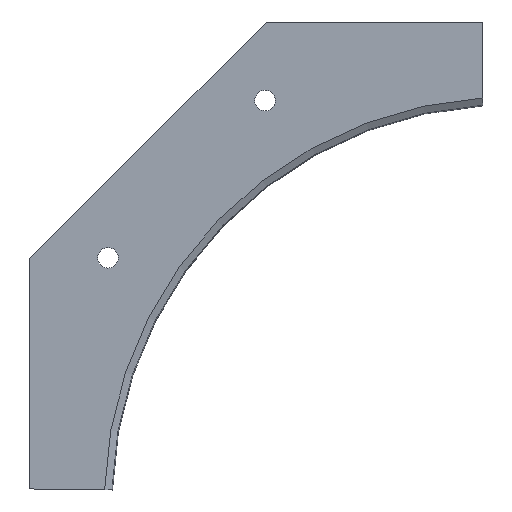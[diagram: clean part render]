
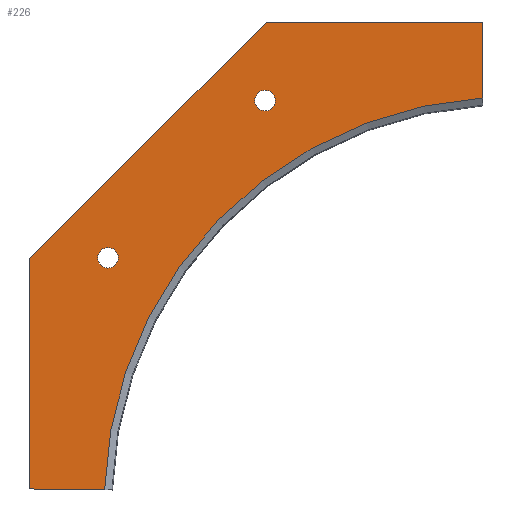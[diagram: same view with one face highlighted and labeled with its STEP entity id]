
A CAD part, front view. The second image highlights one B-rep face of the part: STEP entity #226.
In plain terms, the highlighted planar face has unit normal (0, -1, 0).
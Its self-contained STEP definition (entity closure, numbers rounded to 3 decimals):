
#15=FACE_BOUND('',#56,.T.);
#16=FACE_BOUND('',#57,.T.);
#26=CIRCLE('',#260,88.529);
#28=CIRCLE('',#263,2.25);
#30=CIRCLE('',#267,2.25);
#43=FACE_OUTER_BOUND('',#55,.T.);
#55=EDGE_LOOP('',(#190,#191,#192,#193,#194,#195));
#56=EDGE_LOOP('',(#196));
#57=EDGE_LOOP('',(#197));
#64=LINE('',#336,#82);
#71=LINE('',#366,#89);
#73=LINE('',#397,#91);
#79=LINE('',#411,#97);
#80=LINE('',#413,#98);
#82=VECTOR('',#276,10.);
#89=VECTOR('',#285,10.);
#91=VECTOR('',#309,10.);
#97=VECTOR('',#323,10.);
#98=VECTOR('',#326,10.);
#100=VERTEX_POINT('',#334);
#101=VERTEX_POINT('',#335);
#109=VERTEX_POINT('',#363);
#110=VERTEX_POINT('',#365);
#113=VERTEX_POINT('',#391);
#114=VERTEX_POINT('',#395);
#115=VERTEX_POINT('',#396);
#119=VERTEX_POINT('',#406);
#120=EDGE_CURVE('',#100,#101,#64,.T.);
#129=EDGE_CURVE('',#110,#109,#71,.T.);
#135=EDGE_CURVE('',#101,#110,#26,.T.);
#138=EDGE_CURVE('',#113,#113,#28,.T.);
#139=EDGE_CURVE('',#114,#115,#73,.T.);
#145=EDGE_CURVE('',#119,#119,#30,.T.);
#147=EDGE_CURVE('',#114,#109,#79,.T.);
#148=EDGE_CURVE('',#100,#115,#80,.T.);
#190=ORIENTED_EDGE('',*,*,#120,.T.);
#191=ORIENTED_EDGE('',*,*,#135,.T.);
#192=ORIENTED_EDGE('',*,*,#129,.T.);
#193=ORIENTED_EDGE('',*,*,#147,.F.);
#194=ORIENTED_EDGE('',*,*,#139,.T.);
#195=ORIENTED_EDGE('',*,*,#148,.F.);
#196=ORIENTED_EDGE('',*,*,#145,.T.);
#197=ORIENTED_EDGE('',*,*,#138,.T.);
#214=PLANE('',#269);
#226=ADVANCED_FACE('',(#43,#15,#16),#214,.T.);
#260=AXIS2_PLACEMENT_3D('',#387,#298,#299);
#263=AXIS2_PLACEMENT_3D('',#393,#305,#306);
#267=AXIS2_PLACEMENT_3D('',#408,#318,#319);
#269=AXIS2_PLACEMENT_3D('',#412,#324,#325);
#276=DIRECTION('',(1.,0.,-0.013));
#285=DIRECTION('',(0.,0.,1.));
#298=DIRECTION('center_axis',(0.,1.,0.));
#299=DIRECTION('ref_axis',(1.,0.,0.));
#305=DIRECTION('center_axis',(0.,1.,0.));
#306=DIRECTION('ref_axis',(1.,0.,0.));
#309=DIRECTION('',(-0.707,0.,-0.707));
#318=DIRECTION('center_axis',(0.,1.,0.));
#319=DIRECTION('ref_axis',(1.,0.,0.));
#323=DIRECTION('',(1.,0.,0.));
#324=DIRECTION('center_axis',(0.,-1.,0.));
#325=DIRECTION('ref_axis',(0.,0.,-1.));
#326=DIRECTION('',(0.,0.,1.));
#334=CARTESIAN_POINT('',(-28.5,-5.5,2.669));
#335=CARTESIAN_POINT('',(-11.995,-5.5,2.459));
#336=CARTESIAN_POINT('',(28.636,-5.5,1.943));
#363=CARTESIAN_POINT('',(70.843,-5.5,105.));
#365=CARTESIAN_POINT('',(70.843,-5.5,88.348));
#366=CARTESIAN_POINT('',(70.843,-5.5,52.5));
#387=CARTESIAN_POINT('Origin',(76.5,-5.5,0.));
#391=CARTESIAN_POINT('',(-13.527,-5.5,53.332));
#393=CARTESIAN_POINT('Origin',(-11.277,-5.5,53.332));
#395=CARTESIAN_POINT('',(23.421,-5.5,105.));
#396=CARTESIAN_POINT('',(-28.5,-5.5,53.079));
#397=CARTESIAN_POINT('',(-38.045,-5.5,43.534));
#406=CARTESIAN_POINT('',(20.918,-5.5,87.777));
#408=CARTESIAN_POINT('Origin',(23.168,-5.5,87.777));
#411=CARTESIAN_POINT('',(129.,-5.5,105.));
#412=CARTESIAN_POINT('Origin',(-13.602,-5.5,0.));
#413=CARTESIAN_POINT('',(-28.5,-5.5,52.5));
